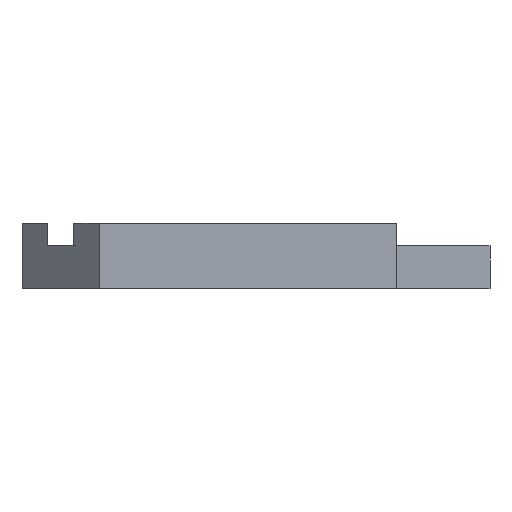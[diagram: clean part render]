
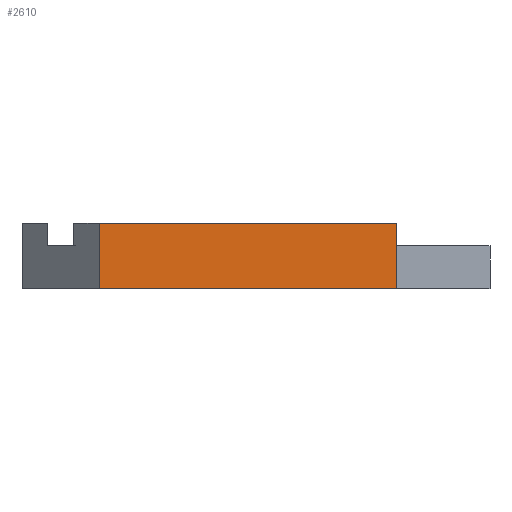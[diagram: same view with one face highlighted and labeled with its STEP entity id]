
A CAD part, left-side view. The second image highlights one B-rep face of the part: STEP entity #2610.
In plain terms, the highlighted planar face has unit normal (-1, 0, 0).
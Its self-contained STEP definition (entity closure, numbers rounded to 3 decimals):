
#200=FACE_OUTER_BOUND('',#349,.T.);
#349=EDGE_LOOP('',(#2328,#2329,#2330,#2331));
#486=LINE('',#3766,#819);
#674=LINE('',#4164,#1007);
#680=LINE('',#4174,#1013);
#685=LINE('',#4184,#1018);
#819=VECTOR('',#3048,10.);
#1007=VECTOR('',#3406,10.);
#1013=VECTOR('',#3416,10.);
#1018=VECTOR('',#3431,10.);
#1136=VERTEX_POINT('',#3763);
#1137=VERTEX_POINT('',#3765);
#1261=VERTEX_POINT('',#4161);
#1262=VERTEX_POINT('',#4163);
#1414=EDGE_CURVE('',#1136,#1137,#486,.T.);
#1614=EDGE_CURVE('',#1262,#1261,#674,.T.);
#1620=EDGE_CURVE('',#1262,#1136,#680,.T.);
#1625=EDGE_CURVE('',#1261,#1137,#685,.T.);
#2328=ORIENTED_EDGE('',*,*,#1620,.F.);
#2329=ORIENTED_EDGE('',*,*,#1614,.T.);
#2330=ORIENTED_EDGE('',*,*,#1625,.T.);
#2331=ORIENTED_EDGE('',*,*,#1414,.F.);
#2481=PLANE('',#2778);
#2610=ADVANCED_FACE('',(#200),#2481,.T.);
#2778=AXIS2_PLACEMENT_3D('',#4186,#3434,#3435);
#3048=DIRECTION('',(0.,-1.,0.));
#3406=DIRECTION('',(0.,-1.,0.));
#3416=DIRECTION('',(0.,0.,1.));
#3431=DIRECTION('',(0.,0.,1.));
#3434=DIRECTION('center_axis',(-1.,0.,0.));
#3435=DIRECTION('ref_axis',(0.,-1.,0.));
#3763=CARTESIAN_POINT('',(-15.313,9.75,0.));
#3765=CARTESIAN_POINT('',(-15.313,-7.55,0.));
#3766=CARTESIAN_POINT('',(-15.313,8.8,0.));
#4161=CARTESIAN_POINT('',(-15.313,-7.55,-3.8));
#4163=CARTESIAN_POINT('',(-15.313,9.75,-3.8));
#4164=CARTESIAN_POINT('',(-15.313,14.25,-3.8));
#4174=CARTESIAN_POINT('',(-15.313,9.75,-3.8));
#4184=CARTESIAN_POINT('',(-15.313,-7.55,-3.8));
#4186=CARTESIAN_POINT('Origin',(-15.313,14.25,-3.8));
